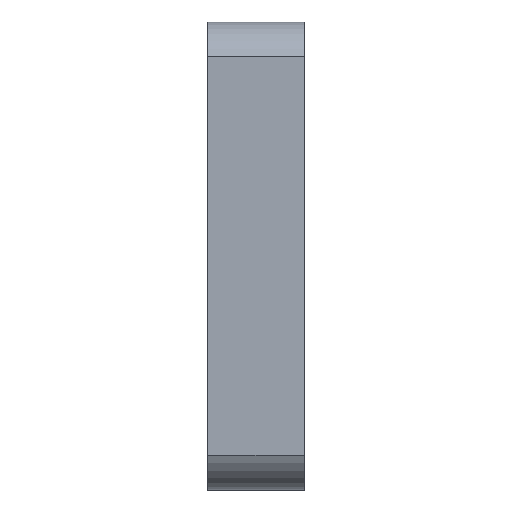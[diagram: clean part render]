
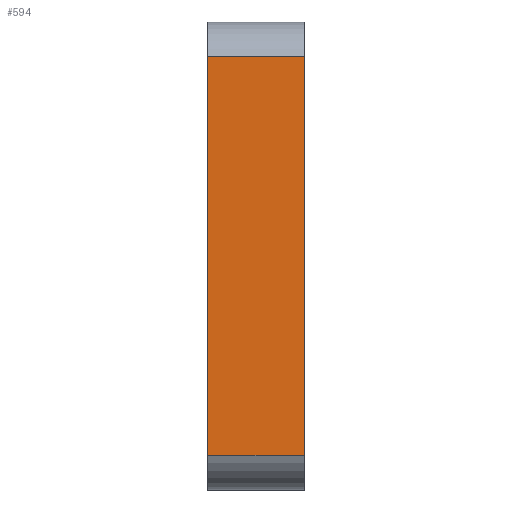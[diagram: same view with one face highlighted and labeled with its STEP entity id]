
A CAD part, front view. The second image highlights one B-rep face of the part: STEP entity #594.
In plain terms, the highlighted planar face has unit normal (0, -1, 0).
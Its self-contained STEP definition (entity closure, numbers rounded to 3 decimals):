
#34=PLANE('',#654);
#60=FACE_OUTER_BOUND('',#90,.T.);
#90=EDGE_LOOP('',(#465,#466,#467,#468));
#148=LINE('',#950,#208);
#149=LINE('',#953,#209);
#150=LINE('',#955,#210);
#151=LINE('',#956,#211);
#208=VECTOR('',#778,10.);
#209=VECTOR('',#781,10.);
#210=VECTOR('',#782,10.);
#211=VECTOR('',#783,10.);
#290=VERTEX_POINT('',#944);
#292=VERTEX_POINT('',#948);
#293=VERTEX_POINT('',#952);
#294=VERTEX_POINT('',#954);
#364=EDGE_CURVE('',#290,#292,#148,.T.);
#365=EDGE_CURVE('',#293,#290,#149,.T.);
#366=EDGE_CURVE('',#294,#292,#150,.T.);
#367=EDGE_CURVE('',#293,#294,#151,.T.);
#465=ORIENTED_EDGE('',*,*,#365,.T.);
#466=ORIENTED_EDGE('',*,*,#364,.T.);
#467=ORIENTED_EDGE('',*,*,#366,.F.);
#468=ORIENTED_EDGE('',*,*,#367,.F.);
#594=ADVANCED_FACE('',(#60),#34,.T.);
#654=AXIS2_PLACEMENT_3D('',#951,#779,#780);
#778=DIRECTION('',(1.,0.,0.));
#779=DIRECTION('center_axis',(0.,-1.,0.));
#780=DIRECTION('ref_axis',(0.,0.,-1.));
#781=DIRECTION('',(0.,0.,-1.));
#782=DIRECTION('',(0.,0.,-1.));
#783=DIRECTION('',(1.,0.,0.));
#944=CARTESIAN_POINT('',(-21.032,-14.841,52.211));
#948=CARTESIAN_POINT('',(-17.032,-14.841,52.211));
#950=CARTESIAN_POINT('',(-21.032,-14.841,52.211));
#951=CARTESIAN_POINT('Origin',(-21.032,-14.841,68.711));
#952=CARTESIAN_POINT('',(-21.032,-14.841,68.711));
#953=CARTESIAN_POINT('',(-21.032,-14.841,68.711));
#954=CARTESIAN_POINT('',(-17.032,-14.841,68.711));
#955=CARTESIAN_POINT('',(-17.032,-14.841,68.711));
#956=CARTESIAN_POINT('',(-21.032,-14.841,68.711));
